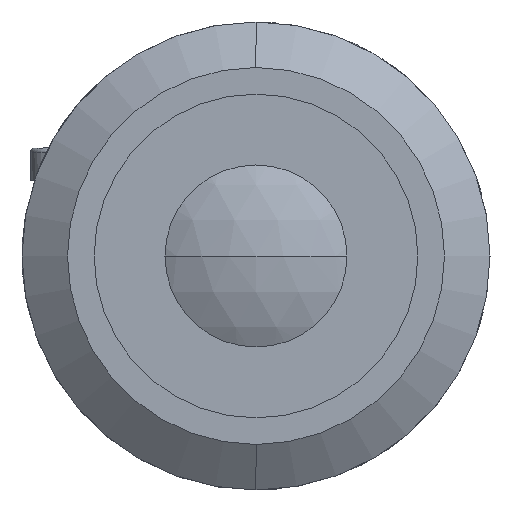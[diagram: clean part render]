
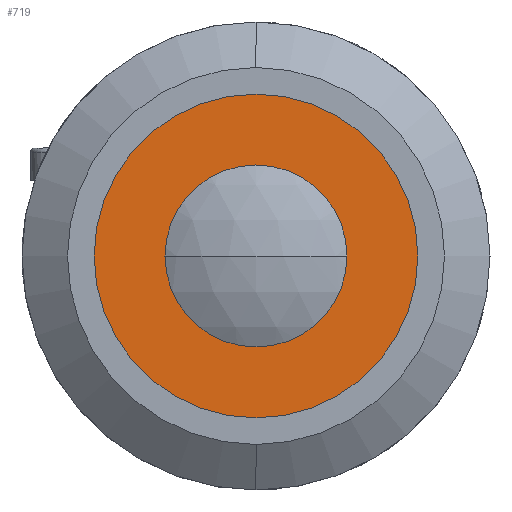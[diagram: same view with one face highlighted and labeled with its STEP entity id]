
A CAD part, left-side view. The second image highlights one B-rep face of the part: STEP entity #719.
In plain terms, the highlighted planar face has unit normal (-1, 0, 0).
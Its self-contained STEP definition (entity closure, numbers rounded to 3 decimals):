
#7 = CIRCLE ( 'NONE', #3198, 13. ) ;
#69 = DIRECTION ( 'NONE',  ( 0., 0., 1. ) ) ;
#179 = CARTESIAN_POINT ( 'NONE',  ( 3.8, 0., 0. ) ) ;
#182 = EDGE_LOOP ( 'NONE', ( #3285, #534 ) ) ;
#261 = DIRECTION ( 'NONE',  ( 0., 0., 1. ) ) ;
#344 = CARTESIAN_POINT ( 'NONE',  ( 3.8, 0., 0. ) ) ;
#489 = DIRECTION ( 'NONE',  ( 0., 0., 1. ) ) ;
#534 = ORIENTED_EDGE ( 'NONE', *, *, #1098, .T. ) ;
#586 = PLANE ( 'NONE',  #3238 ) ;
#612 = DIRECTION ( 'NONE',  ( 0., 0., -1. ) ) ;
#631 = DIRECTION ( 'NONE',  ( 0., 0., 1. ) ) ;
#692 = VERTEX_POINT ( 'NONE', #2710 ) ;
#719 = ADVANCED_FACE ( 'NONE', ( #1293, #2301 ), #586, .F. ) ;
#1098 = EDGE_CURVE ( 'NONE', #2937, #692, #2168, .T. ) ;
#1129 = AXIS2_PLACEMENT_3D ( 'NONE', #3482, #1928, #261 ) ;
#1132 = EDGE_CURVE ( 'NONE', #2207, #2481, #1397, .T. ) ;
#1293 = FACE_BOUND ( 'NONE', #1476, .T. ) ;
#1397 = CIRCLE ( 'NONE', #2034, 7. ) ;
#1452 = CARTESIAN_POINT ( 'NONE',  ( 3.8, 13., 0. ) ) ;
#1476 = EDGE_LOOP ( 'NONE', ( #2778, #3042 ) ) ;
#1759 = DIRECTION ( 'NONE',  ( -1., 0., 0. ) ) ;
#1928 = DIRECTION ( 'NONE',  ( -1., 0., 0. ) ) ;
#2034 = AXIS2_PLACEMENT_3D ( 'NONE', #344, #2250, #631 ) ;
#2118 = DIRECTION ( 'NONE',  ( -1., 0., 0. ) ) ;
#2139 = EDGE_CURVE ( 'NONE', #692, #2937, #7, .T. ) ;
#2168 = CIRCLE ( 'NONE', #1129, 13. ) ;
#2170 = CARTESIAN_POINT ( 'NONE',  ( 3.8, 0., 7. ) ) ;
#2177 = CIRCLE ( 'NONE', #2890, 7. ) ;
#2207 = VERTEX_POINT ( 'NONE', #3100 ) ;
#2226 = DIRECTION ( 'NONE',  ( 1., 0., 0. ) ) ;
#2250 = DIRECTION ( 'NONE',  ( -1., 0., 0. ) ) ;
#2301 = FACE_OUTER_BOUND ( 'NONE', #182, .T. ) ;
#2358 = CARTESIAN_POINT ( 'NONE',  ( 3.8, 0., -13. ) ) ;
#2481 = VERTEX_POINT ( 'NONE', #2170 ) ;
#2710 = CARTESIAN_POINT ( 'NONE',  ( 3.8, 0., 13. ) ) ;
#2778 = ORIENTED_EDGE ( 'NONE', *, *, #2951, .F. ) ;
#2890 = AXIS2_PLACEMENT_3D ( 'NONE', #179, #2118, #489 ) ;
#2937 = VERTEX_POINT ( 'NONE', #2358 ) ;
#2951 = EDGE_CURVE ( 'NONE', #2481, #2207, #2177, .T. ) ;
#3042 = ORIENTED_EDGE ( 'NONE', *, *, #1132, .F. ) ;
#3100 = CARTESIAN_POINT ( 'NONE',  ( 3.8, 0., -7. ) ) ;
#3198 = AXIS2_PLACEMENT_3D ( 'NONE', #3320, #1759, #69 ) ;
#3238 = AXIS2_PLACEMENT_3D ( 'NONE', #1452, #2226, #612 ) ;
#3285 = ORIENTED_EDGE ( 'NONE', *, *, #2139, .T. ) ;
#3320 = CARTESIAN_POINT ( 'NONE',  ( 3.8, 0., 0. ) ) ;
#3482 = CARTESIAN_POINT ( 'NONE',  ( 3.8, 0., 0. ) ) ;
